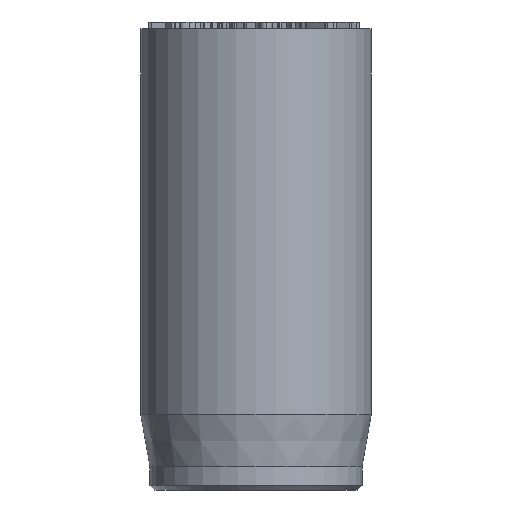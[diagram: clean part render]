
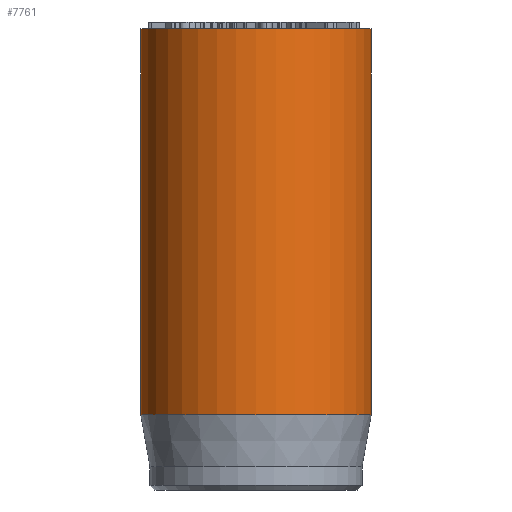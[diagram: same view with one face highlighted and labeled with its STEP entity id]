
A CAD part, front view. The second image highlights one B-rep face of the part: STEP entity #7761.
In plain terms, the highlighted cylindrical face has radius 5 mm (diameter 10 mm), a full revolution.
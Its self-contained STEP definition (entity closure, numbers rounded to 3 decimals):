
#32=CYLINDRICAL_SURFACE('',#8086,5.);
#46=CIRCLE('',#8055,5.);
#62=CIRCLE('',#8084,5.);
#63=CIRCLE('',#8085,5.);
#1070=FACE_OUTER_BOUND('',#1547,.T.);
#1547=EDGE_LOOP('',(#7010,#7011,#7012,#7013,#7014));
#2266=LINE('',#14025,#2993);
#2993=VECTOR('',#9314,5.);
#3721=VERTEX_POINT('',#13966);
#3737=VERTEX_POINT('',#14019);
#3738=VERTEX_POINT('',#14020);
#4811=EDGE_CURVE('',#3721,#3721,#46,.T.);
#4835=EDGE_CURVE('',#3737,#3738,#62,.T.);
#4836=EDGE_CURVE('',#3738,#3737,#63,.T.);
#4838=EDGE_CURVE('',#3721,#3737,#2266,.T.);
#7010=ORIENTED_EDGE('',*,*,#4811,.T.);
#7011=ORIENTED_EDGE('',*,*,#4838,.T.);
#7012=ORIENTED_EDGE('',*,*,#4835,.T.);
#7013=ORIENTED_EDGE('',*,*,#4836,.T.);
#7014=ORIENTED_EDGE('',*,*,#4838,.F.);
#7761=ADVANCED_FACE('',(#1070),#32,.T.);
#8055=AXIS2_PLACEMENT_3D('',#13967,#9241,#9242);
#8084=AXIS2_PLACEMENT_3D('',#14021,#9307,#9308);
#8085=AXIS2_PLACEMENT_3D('',#14022,#9309,#9310);
#8086=AXIS2_PLACEMENT_3D('',#14024,#9312,#9313);
#9241=DIRECTION('center_axis',(0.,0.,-1.));
#9242=DIRECTION('ref_axis',(-1.,0.,0.));
#9307=DIRECTION('center_axis',(0.,0.,1.));
#9308=DIRECTION('ref_axis',(-1.,0.,0.));
#9309=DIRECTION('center_axis',(0.,0.,1.));
#9310=DIRECTION('ref_axis',(-1.,0.,0.));
#9312=DIRECTION('center_axis',(0.,0.,1.));
#9313=DIRECTION('ref_axis',(-1.,0.,0.));
#9314=DIRECTION('',(0.,0.,-1.));
#13966=CARTESIAN_POINT('',(5.,0.,20.));
#13967=CARTESIAN_POINT('Origin',(0.,0.,20.));
#14019=CARTESIAN_POINT('',(5.,0.,3.269));
#14020=CARTESIAN_POINT('',(-5.,0.,3.269));
#14021=CARTESIAN_POINT('Origin',(0.,0.,3.269));
#14022=CARTESIAN_POINT('Origin',(0.,0.,3.269));
#14024=CARTESIAN_POINT('Origin',(0.,0.,0.));
#14025=CARTESIAN_POINT('',(5.,0.,0.));
